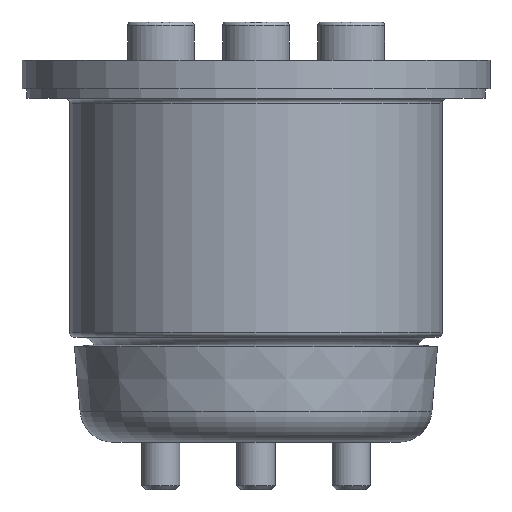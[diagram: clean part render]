
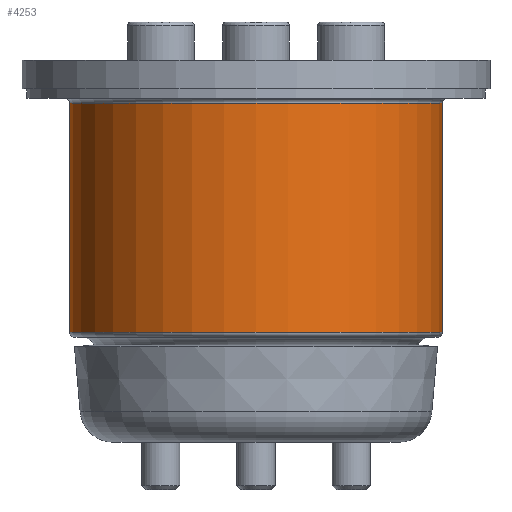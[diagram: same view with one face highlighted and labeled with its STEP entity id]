
A CAD part, front view. The second image highlights one B-rep face of the part: STEP entity #4253.
In plain terms, the highlighted cylindrical face has radius 19.5 mm (diameter 39 mm), a full revolution.
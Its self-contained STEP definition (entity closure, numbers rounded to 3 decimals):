
#293=CYLINDRICAL_SURFACE('',#4624,19.5);
#482=LINE('',#5929,#828);
#828=VECTOR('',#4969,18.15);
#1191=FACE_OUTER_BOUND('',#1432,.T.);
#1432=EDGE_LOOP('',(#2973,#2974,#2975,#2976,#2977));
#1724=CIRCLE('',#4619,19.5);
#1728=CIRCLE('',#4623,19.5);
#1729=CIRCLE('',#4625,19.5);
#1863=VERTEX_POINT('',#5918);
#1864=VERTEX_POINT('',#5919);
#1867=VERTEX_POINT('',#5928);
#2308=EDGE_CURVE('',#1863,#1864,#1724,.T.);
#2312=EDGE_CURVE('',#1864,#1863,#1728,.T.);
#2313=EDGE_CURVE('',#1863,#1867,#482,.T.);
#2314=EDGE_CURVE('',#1867,#1867,#1729,.T.);
#2973=ORIENTED_EDGE('',*,*,#2308,.F.);
#2974=ORIENTED_EDGE('',*,*,#2313,.T.);
#2975=ORIENTED_EDGE('',*,*,#2314,.F.);
#2976=ORIENTED_EDGE('',*,*,#2313,.F.);
#2977=ORIENTED_EDGE('',*,*,#2312,.F.);
#4253=ADVANCED_FACE('',(#1191),#293,.T.);
#4619=AXIS2_PLACEMENT_3D('',#5920,#4957,#4958);
#4623=AXIS2_PLACEMENT_3D('',#5926,#4965,#4966);
#4624=AXIS2_PLACEMENT_3D('',#5927,#4967,#4968);
#4625=AXIS2_PLACEMENT_3D('',#5930,#4970,#4971);
#4957=DIRECTION('center_axis',(0.,0.,1.));
#4958=DIRECTION('ref_axis',(-1.,0.,0.));
#4965=DIRECTION('center_axis',(0.,0.,1.));
#4966=DIRECTION('ref_axis',(-1.,0.,0.));
#4967=DIRECTION('center_axis',(0.,0.,1.));
#4968=DIRECTION('ref_axis',(-1.,0.,0.));
#4969=DIRECTION('',(0.,0.,-1.));
#4970=DIRECTION('center_axis',(0.,0.,-1.));
#4971=DIRECTION('ref_axis',(-1.,0.,0.));
#5918=CARTESIAN_POINT('',(19.5,0.,33.5));
#5919=CARTESIAN_POINT('',(-19.5,0.,33.5));
#5920=CARTESIAN_POINT('Origin',(0.,0.,
33.5));
#5926=CARTESIAN_POINT('Origin',(0.,0.,
33.5));
#5927=CARTESIAN_POINT('Origin',(0.,0.,
0.));
#5928=CARTESIAN_POINT('',(19.5,0.,9.5));
#5929=CARTESIAN_POINT('',(19.5,0.,0.));
#5930=CARTESIAN_POINT('Origin',(0.,0.,
9.5));
